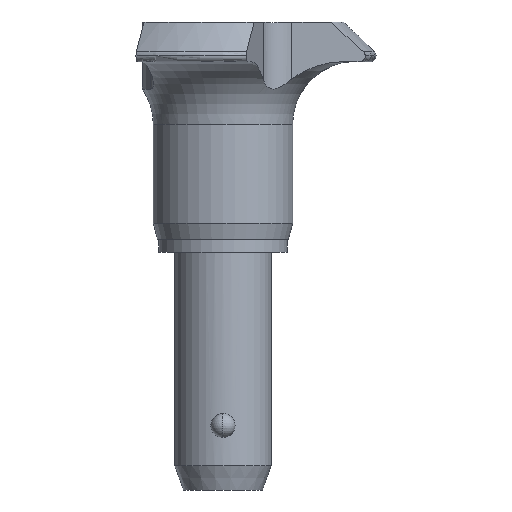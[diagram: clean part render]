
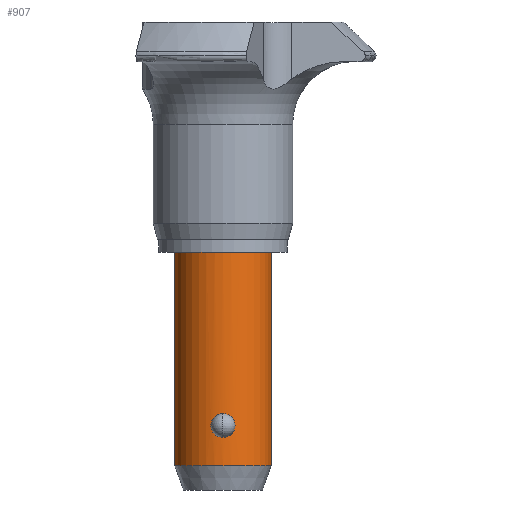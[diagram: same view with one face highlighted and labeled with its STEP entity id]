
A CAD part, front view. The second image highlights one B-rep face of the part: STEP entity #907.
In plain terms, the highlighted cylindrical face has radius 6 mm (diameter 12 mm), a partial arc.
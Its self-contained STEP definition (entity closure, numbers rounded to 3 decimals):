
#459=VERTEX_POINT('',#1099);
#475=EDGE_CURVE('',#657,#625,#1116,.T.);
#563=EDGE_CURVE('',#625,#459,#1216,.T.);
#595=EDGE_CURVE('',#459,#657,#1248,.T.);
#625=VERTEX_POINT('',#1283);
#657=VERTEX_POINT('',#1317);
#679=EDGE_CURVE('',#715,#775,#1342,.T.);
#713=EDGE_CURVE('',#715,#751,#1378,.T.);
#715=VERTEX_POINT('',#1380);
#735=EDGE_CURVE('',#805,#751,#1400,.T.);
#751=VERTEX_POINT('',#1420);
#767=EDGE_CURVE('',#805,#775,#1436,.T.);
#775=VERTEX_POINT('',#1445);
#805=VERTEX_POINT('',#1479);
#907=ADVANCED_FACE('',(#1586,#1587),#1588,.T.);
#1099=CARTESIAN_POINT('',(0.,-6.,-21.007));
#1116=B_SPLINE_CURVE_WITH_KNOTS('',3,(#1991,#1992,#1993,#1994,#1995,#1996,#1997,#1998,#1999,#2000,#2001,#2002,#2003,#2004),.UNSPECIFIED.,.F.,.F.,(4,2,2,2,2,2,4),(0.0,0.51,1.021,1.251,1.481,1.857,2.233),.UNSPECIFIED.);
#1216=B_SPLINE_CURVE_WITH_KNOTS('',3,(#2218,#2219,#2220,#2221,#2222,#2223,#2224,#2225,#2226,#2227,#2228,#2229,#2230,#2231,#2232,#2233,#2234,#2235,#2236,#2237,#2238,#2239,#2240,#2241,#2242,#2243),.UNSPECIFIED.,.F.,.F.,(4,2,2,2,2,2,2,2,2,2,2,2,4),(2.233,2.61,2.986,3.216,3.446,3.956,4.467,4.977,5.487,5.717,5.947,6.324,6.7),.UNSPECIFIED.);
#1248=B_SPLINE_CURVE_WITH_KNOTS('',3,(#2313,#2314,#2315,#2316,#2317,#2318,#2319,#2320,#2321,#2322,#2323,#2324,#2325,#2326),.UNSPECIFIED.,.F.,.F.,(4,2,2,2,2,2,4),(6.7,7.077,7.453,7.683,7.913,8.423,8.934),.UNSPECIFIED.);
#1283=CARTESIAN_POINT('',(0.,-6.,-23.965));
#1317=CARTESIAN_POINT('',(1.499,-5.81,-22.486));
#1342=CIRCLE('',#2473,6.);
#1378=LINE('',#2604,#2605);
#1380=CARTESIAN_POINT('',(6.,0.,-0.986));
#1400=CIRCLE('',#2693,6.);
#1420=CARTESIAN_POINT('',(6.,0.,-27.486));
#1436=LINE('',#2766,#2767);
#1445=CARTESIAN_POINT('',(-6.,0.,-0.986));
#1479=CARTESIAN_POINT('',(-6.,0.,-27.486));
#1586=FACE_OUTER_BOUND('',#3043,.T.);
#1587=FACE_BOUND('',#3044,.T.);
#1588=CYLINDRICAL_SURFACE('',#3045,6.);
#1991=CARTESIAN_POINT('',(1.499,-5.81,-22.486));
#1992=CARTESIAN_POINT('',(1.499,-5.81,-22.656));
#1993=CARTESIAN_POINT('',(1.468,-5.818,-22.838));
#1994=CARTESIAN_POINT('',(1.34,-5.849,-23.177));
#1995=CARTESIAN_POINT('',(1.244,-5.871,-23.333));
#1996=CARTESIAN_POINT('',(1.082,-5.902,-23.517));
#1997=CARTESIAN_POINT('',(1.022,-5.913,-23.575));
#1998=CARTESIAN_POINT('',(0.893,-5.933,-23.68));
#1999=CARTESIAN_POINT('',(0.824,-5.944,-23.727));
#2000=CARTESIAN_POINT('',(0.65,-5.966,-23.827));
#2001=CARTESIAN_POINT('',(0.524,-5.979,-23.88));
#2002=CARTESIAN_POINT('',(0.262,-5.996,-23.949));
#2003=CARTESIAN_POINT('',(0.125,-6.,-23.965));
#2004=CARTESIAN_POINT('',(0.,-6.,-23.965));
#2218=CARTESIAN_POINT('',(0.,-6.,-23.965));
#2219=CARTESIAN_POINT('',(-0.125,-6.,-23.965));
#2220=CARTESIAN_POINT('',(-0.262,-5.996,-23.949));
#2221=CARTESIAN_POINT('',(-0.524,-5.979,-23.88));
#2222=CARTESIAN_POINT('',(-0.65,-5.966,-23.827));
#2223=CARTESIAN_POINT('',(-0.824,-5.944,-23.727));
#2224=CARTESIAN_POINT('',(-0.893,-5.933,-23.68));
#2225=CARTESIAN_POINT('',(-1.022,-5.913,-23.575));
#2226=CARTESIAN_POINT('',(-1.082,-5.902,-23.517));
#2227=CARTESIAN_POINT('',(-1.244,-5.871,-23.333));
#2228=CARTESIAN_POINT('',(-1.34,-5.849,-23.177));
#2229=CARTESIAN_POINT('',(-1.468,-5.818,-22.838));
#2230=CARTESIAN_POINT('',(-1.499,-5.81,-22.656));
#2231=CARTESIAN_POINT('',(-1.499,-5.81,-22.316));
#2232=CARTESIAN_POINT('',(-1.468,-5.818,-22.134));
#2233=CARTESIAN_POINT('',(-1.34,-5.849,-21.796));
#2234=CARTESIAN_POINT('',(-1.244,-5.871,-21.639));
#2235=CARTESIAN_POINT('',(-1.082,-5.902,-21.456));
#2236=CARTESIAN_POINT('',(-1.022,-5.913,-21.397));
#2237=CARTESIAN_POINT('',(-0.893,-5.933,-21.292));
#2238=CARTESIAN_POINT('',(-0.824,-5.944,-21.245));
#2239=CARTESIAN_POINT('',(-0.65,-5.966,-21.146));
#2240=CARTESIAN_POINT('',(-0.524,-5.979,-21.093));
#2241=CARTESIAN_POINT('',(-0.262,-5.996,-21.023));
#2242=CARTESIAN_POINT('',(-0.125,-6.,-21.007));
#2243=CARTESIAN_POINT('',(0.,-6.,-21.007));
#2313=CARTESIAN_POINT('',(0.,-6.,-21.007));
#2314=CARTESIAN_POINT('',(0.125,-6.,-21.007));
#2315=CARTESIAN_POINT('',(0.262,-5.996,-21.023));
#2316=CARTESIAN_POINT('',(0.524,-5.979,-21.093));
#2317=CARTESIAN_POINT('',(0.65,-5.966,-21.146));
#2318=CARTESIAN_POINT('',(0.824,-5.944,-21.245));
#2319=CARTESIAN_POINT('',(0.893,-5.933,-21.292));
#2320=CARTESIAN_POINT('',(1.022,-5.913,-21.397));
#2321=CARTESIAN_POINT('',(1.082,-5.902,-21.456));
#2322=CARTESIAN_POINT('',(1.244,-5.871,-21.639));
#2323=CARTESIAN_POINT('',(1.34,-5.849,-21.796));
#2324=CARTESIAN_POINT('',(1.468,-5.818,-22.134));
#2325=CARTESIAN_POINT('',(1.499,-5.81,-22.316));
#2326=CARTESIAN_POINT('',(1.499,-5.81,-22.486));
#2473=AXIS2_PLACEMENT_3D('',#3606,#3607,#3608);
#2604=CARTESIAN_POINT('',(6.,0.,-14.236));
#2605=VECTOR('',#3631,1.0);
#2693=AXIS2_PLACEMENT_3D('',#3637,#3638,#3639);
#2766=CARTESIAN_POINT('',(-6.,0.,-14.236));
#2767=VECTOR('',#3682,1.0);
#3043=EDGE_LOOP('',(#3830,#3831,#3832,#3833));
#3044=EDGE_LOOP('',(#3834,#3835,#3836));
#3045=AXIS2_PLACEMENT_3D('',#3837,#3838,#3839);
#3606=CARTESIAN_POINT('',(0.,0.,-0.986));
#3607=DIRECTION('',(-0.0,0.0,-1.0));
#3608=DIRECTION('',(-1.0,0.,0.0));
#3631=DIRECTION('',(-0.0,-0.0,-1.0));
#3637=CARTESIAN_POINT('',(0.,0.,-27.486));
#3638=DIRECTION('',(0.0,0.0,1.0));
#3639=DIRECTION('',(-1.0,0.,0.0));
#3682=DIRECTION('',(0.0,0.0,1.0));
#3830=ORIENTED_EDGE('',*,*,#767,.F.);
#3831=ORIENTED_EDGE('',*,*,#735,.T.);
#3832=ORIENTED_EDGE('',*,*,#713,.F.);
#3833=ORIENTED_EDGE('',*,*,#679,.T.);
#3834=ORIENTED_EDGE('',*,*,#475,.T.);
#3835=ORIENTED_EDGE('',*,*,#563,.T.);
#3836=ORIENTED_EDGE('',*,*,#595,.T.);
#3837=CARTESIAN_POINT('',(0.,0.,-14.236));
#3838=DIRECTION('',(-0.0,-0.0,-1.0));
#3839=DIRECTION('',(-1.0,0.,0.0));
